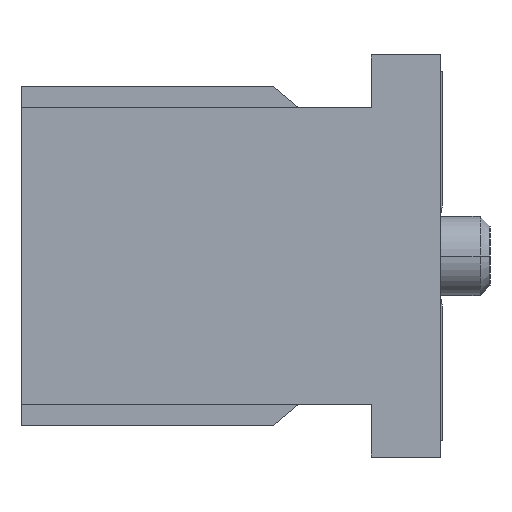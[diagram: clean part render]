
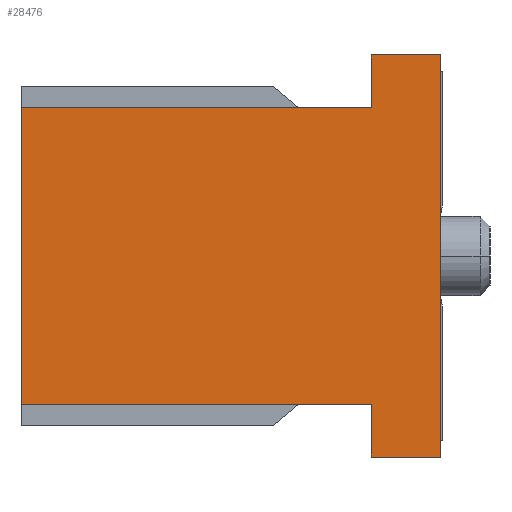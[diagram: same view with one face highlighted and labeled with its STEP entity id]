
A CAD part, left-side view. The second image highlights one B-rep face of the part: STEP entity #28476.
In plain terms, the highlighted planar face has unit normal (-1, 0, 0).
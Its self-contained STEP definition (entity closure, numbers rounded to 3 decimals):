
#5523=DIRECTION('',(0.,0.,1.));
#5524=VECTOR('',#5523,4.5);
#5525=CARTESIAN_POINT('',(-17.95,6.35,-2.25));
#5526=LINE('',#5525,#5524);
#5555=DIRECTION('',(0.,-1.,0.));
#5556=VECTOR('',#5555,5.3);
#5557=CARTESIAN_POINT('',(-17.95,6.35,-2.25));
#5558=LINE('',#5557,#5556);
#5571=DIRECTION('',(0.,0.,-1.));
#5572=VECTOR('',#5571,6.1);
#5573=CARTESIAN_POINT('',(-17.95,0.,3.05));
#5574=LINE('',#5573,#5572);
#5575=DIRECTION('',(0.,1.,0.));
#5576=VECTOR('',#5575,1.05);
#5577=CARTESIAN_POINT('',(-17.95,0.,-3.05));
#5578=LINE('',#5577,#5576);
#5579=DIRECTION('',(0.,-1.,0.));
#5580=VECTOR('',#5579,5.3);
#5581=CARTESIAN_POINT('',(-17.95,6.35,2.25));
#5582=LINE('',#5581,#5580);
#5619=DIRECTION('',(0.,0.,1.));
#5620=VECTOR('',#5619,0.8);
#5621=CARTESIAN_POINT('',(-17.95,1.05,2.25));
#5622=LINE('',#5621,#5620);
#5623=DIRECTION('',(0.,0.,1.));
#5624=VECTOR('',#5623,0.8);
#5625=CARTESIAN_POINT('',(-17.95,1.05,-3.05));
#5626=LINE('',#5625,#5624);
#18093=DIRECTION('',(0.,1.,0.));
#18094=VECTOR('',#18093,1.05);
#18095=CARTESIAN_POINT('',(-17.95,0.,3.05));
#18096=LINE('',#18095,#18094);
#18123=CARTESIAN_POINT('',(-17.95,6.35,2.25));
#18124=VERTEX_POINT('',#18123);
#18125=CARTESIAN_POINT('',(-17.95,6.35,-2.25));
#18126=VERTEX_POINT('',#18125);
#18233=CARTESIAN_POINT('',(-17.95,0.,3.05));
#18235=VERTEX_POINT('',#18233);
#18238=CARTESIAN_POINT('',(-17.95,0.,-3.05));
#18240=VERTEX_POINT('',#18238);
#18249=CARTESIAN_POINT('',(-17.95,1.05,3.05));
#18251=VERTEX_POINT('',#18249);
#18254=CARTESIAN_POINT('',(-17.95,1.05,-3.05));
#18256=VERTEX_POINT('',#18254);
#18274=CARTESIAN_POINT('',(-17.95,1.05,2.25));
#18276=VERTEX_POINT('',#18274);
#18277=CARTESIAN_POINT('',(-17.95,1.05,-2.25));
#18279=VERTEX_POINT('',#18277);
#28456=CARTESIAN_POINT('',(-17.95,0.,2.25));
#28457=DIRECTION('',(-1.,0.,0.));
#28458=DIRECTION('',(0.,0.,-1.));
#28459=AXIS2_PLACEMENT_3D('',#28456,#28457,#28458);
#28460=PLANE('',#28459);
#28461=ORIENTED_EDGE('',*,*,#23948,.T.);
#28463=ORIENTED_EDGE('',*,*,#28462,.T.);
#28465=ORIENTED_EDGE('',*,*,#28464,.T.);
#28466=ORIENTED_EDGE('',*,*,#28437,.F.);
#28467=ORIENTED_EDGE('',*,*,#28344,.T.);
#28469=ORIENTED_EDGE('',*,*,#28468,.T.);
#28471=ORIENTED_EDGE('',*,*,#28470,.T.);
#28473=ORIENTED_EDGE('',*,*,#28472,.F.);
#28474=EDGE_LOOP('',(#28461,#28463,#28465,#28466,#28467,#28469,#28471,#28473));
#28475=FACE_OUTER_BOUND('',#28474,.F.);
#28476=ADVANCED_FACE('',(#28475),#28460,.T.);
#23948=EDGE_CURVE('',#18235,#18240,#5574,.T.);
#28344=EDGE_CURVE('',#18126,#18124,#5526,.T.);
#28437=EDGE_CURVE('',#18126,#18279,#5558,.T.);
#28462=EDGE_CURVE('',#18240,#18256,#5578,.T.);
#28464=EDGE_CURVE('',#18256,#18279,#5626,.T.);
#28468=EDGE_CURVE('',#18124,#18276,#5582,.T.);
#28470=EDGE_CURVE('',#18276,#18251,#5622,.T.);
#28472=EDGE_CURVE('',#18235,#18251,#18096,.T.);
